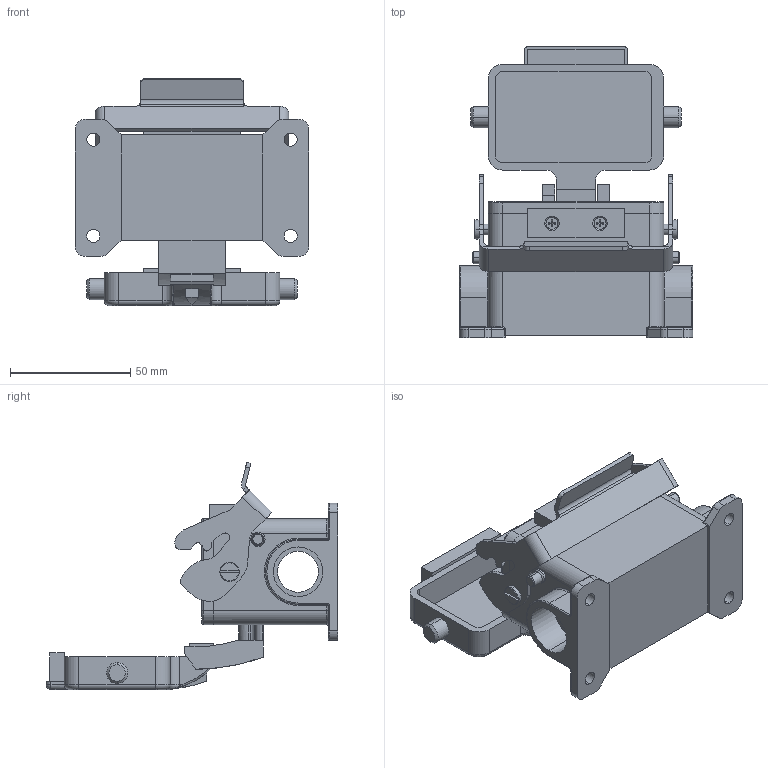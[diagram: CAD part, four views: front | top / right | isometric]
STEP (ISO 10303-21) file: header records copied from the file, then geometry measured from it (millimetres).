
FILE_DESCRIPTION (( 'STEP AP214' ), '1' );
FILE_NAME ('ZP-MC10B-2-SSM16CA.step', '2015-08-12T18:16:30', ( '' ), ( '' ), 'SwSTEP 2.0', 'SolidWorks 2014', '' );
FILE_SCHEMA (( 'AUTOMOTIVE_DESIGN' ));
Length unit declared in the file: millimetre
Products named in the file (1): ZP-MC10B-2-SSM16CA
Bounding box: 97 x 121.25 x 94.45 mm (x, y, z)
Volume: 110912.1 mm3; surface area: 66315.6 mm2
Topology: 11 solids, 11 shells, 534 faces, 1356 edges, 851 vertices
Faces by surface type: plane 228, cylinder 176, bspline 56, torus 35, cone 34, sphere 5
Entity records: 17733 total; most frequent: CARTESIAN_POINT 4091, ORIENTED_EDGE 2682, DIRECTION 2506, EDGE_CURVE 1341, AXIS2_PLACEMENT_3D 896, VERTEX_POINT 851, VECTOR 714, LINE 714
